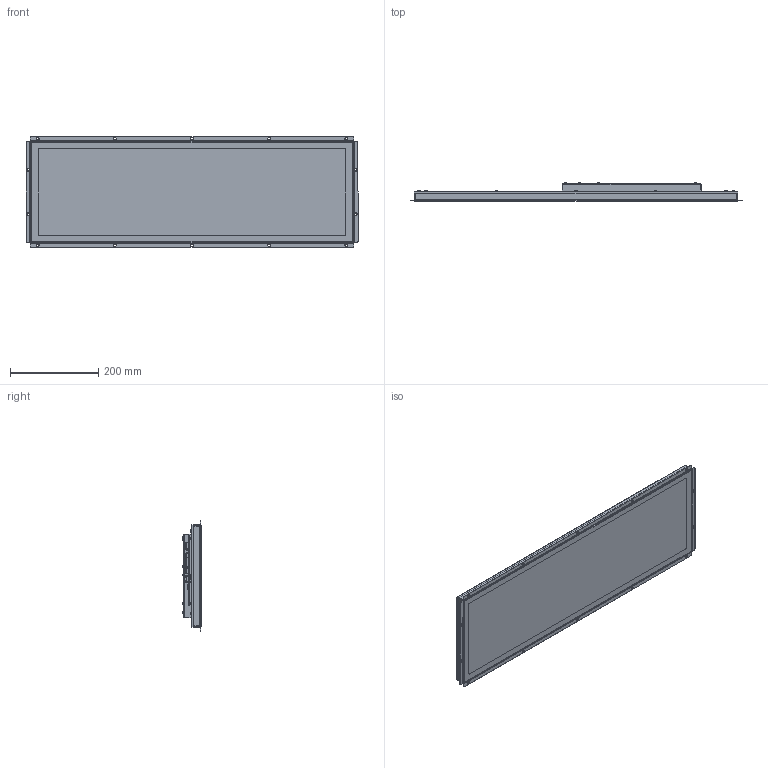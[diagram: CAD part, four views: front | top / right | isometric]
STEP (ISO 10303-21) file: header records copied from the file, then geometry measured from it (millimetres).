
FILE_DESCRIPTION(/* description */ ('fel4B-02A-29,0 Zoll LT-Line'),/* implementation_level */ '2;1');
FILE_NAME(/* name */ '20000169 fel4B-02A-29,0 Zoll LT-Line.stp',/* time_stamp */ '2019-08-20T12:05:43+02:00',/* author */ ('Uwe Kosiol'),/* organization */ (''),/* preprocessor_version */ 'ST-DEVELOPER v17.2',/* originating_system */ 'Autodesk Inventor 2019',/* authorisation */ '');
FILE_SCHEMA (('AUTOMOTIVE_DESIGN { 1 0 10303 214 3 1 1 }'));
Length unit declared in the file: millimetre
Products named in the file (10): 20000169; 00003418; 00003436; ANSI B18.3.4M - M3 x 0.5 x 8; 00003437; 00003295; 00003224; 40000006; 40000017; ANSI B18.3.4M - M3 x 0.5 x 5
Assembly tree (38 placements, depth 2):
  20000169
    00003418
    00003436
    ANSI B18.3.4M - M3 x 0.5 x 8  x14
    00003437
    00003295
    00003224  x6
    40000017  x2
    40000006  x4
    ANSI B18.3.4M - M3 x 0.5 x 5  x8
Bounding box: 753.5 x 41.35 x 251.5 mm (x, y, z)
Volume: 3152884.3 mm3; surface area: 962819.8 mm2
Topology: 49 solids, 49 shells, 1460 faces, 3744 edges, 2462 vertices
Faces by surface type: plane 891, cylinder 273, bspline 125, cone 115, torus 46, sphere 10
Full cylindrical faces by diameter (mm): 0.4 x11, 1.5 x3, 2.459 x19, 3 x32, 3.1 x2, 3.2 x14, 3.45 x4, 4.4 x6, 5.42 x12, 5.7 x22, 6 x14
Entity records: 33253 total; most frequent: CARTESIAN_POINT 7753, ORIENTED_EDGE 5210, DIRECTION 4710, EDGE_CURVE 2605, LINE 1786, VECTOR 1786, VERTEX_POINT 1691, AXIS2_PLACEMENT_3D 1462
